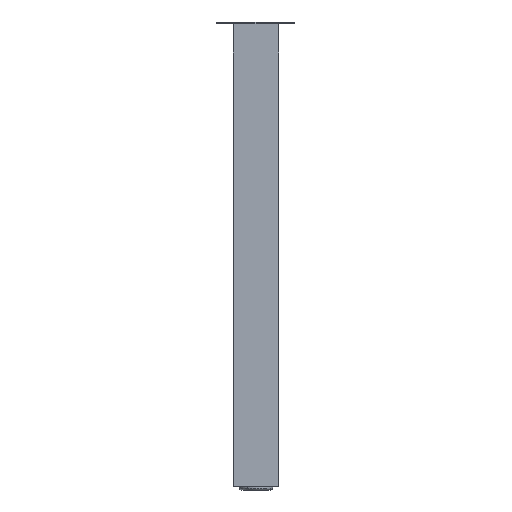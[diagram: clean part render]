
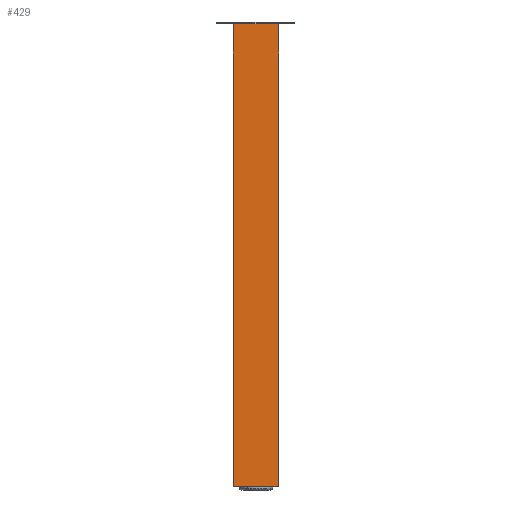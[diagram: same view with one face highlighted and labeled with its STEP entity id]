
A CAD part, front view. The second image highlights one B-rep face of the part: STEP entity #429.
In plain terms, the highlighted planar face has unit normal (0, -1, 0).
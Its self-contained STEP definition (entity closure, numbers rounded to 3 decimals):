
#429=ADVANCED_FACE('',(#761),#762,.T.);
#761=FACE_OUTER_BOUND('',#1535,.T.);
#762=PLANE('',#1536);
#1535=EDGE_LOOP('',(#2120,#2121,#2122,#2123));
#1536=AXIS2_PLACEMENT_3D('',#2124,#2125,#2126);
#2120=ORIENTED_EDGE('',*,*,#3827,.T.);
#2121=ORIENTED_EDGE('',*,*,#3828,.T.);
#2122=ORIENTED_EDGE('',*,*,#3829,.F.);
#2123=ORIENTED_EDGE('',*,*,#3830,.T.);
#2124=CARTESIAN_POINT('',(-80.0,450.0,167.0));
#2125=DIRECTION('',(0.0,-1.0,0.0));
#2126=DIRECTION('',(0.0,0.0,-1.0));
#3827=EDGE_CURVE('',#4566,#4567,#4568,.T.);
#3828=EDGE_CURVE('',#4567,#4569,#4570,.T.);
#3829=EDGE_CURVE('',#4571,#4569,#4572,.T.);
#3830=EDGE_CURVE('',#4571,#4566,#4573,.T.);
#4566=VERTEX_POINT('',#5554);
#4567=VERTEX_POINT('',#5555);
#4568=LINE('',#5556,#5557);
#4569=VERTEX_POINT('',#5558);
#4570=LINE('',#5559,#5560);
#4571=VERTEX_POINT('',#5561);
#4572=LINE('',#5562,#5563);
#4573=LINE('',#5564,#5565);
#5554=CARTESIAN_POINT('',(-80.0,450.0,183.5));
#5555=CARTESIAN_POINT('',(-150.0,450.0,183.5));
#5556=CARTESIAN_POINT('',(-80.0,450.0,183.5));
#5557=VECTOR('',#6942,1.0);
#5558=CARTESIAN_POINT('',(-150.0,450.0,-528.5));
#5559=CARTESIAN_POINT('',(-150.0,450.0,167.0));
#5560=VECTOR('',#6943,1.0);
#5561=CARTESIAN_POINT('',(-80.0,450.0,-528.5));
#5562=CARTESIAN_POINT('',(-80.0,450.0,-528.5));
#5563=VECTOR('',#6944,1.0);
#5564=CARTESIAN_POINT('',(-80.0,450.0,-540.0));
#5565=VECTOR('',#6945,1.0);
#6942=DIRECTION('',(-1.0,0.0,0.0));
#6943=DIRECTION('',(0.0,0.0,-1.0));
#6944=DIRECTION('',(-1.0,0.0,0.0));
#6945=DIRECTION('',(0.0,0.0,1.0));
